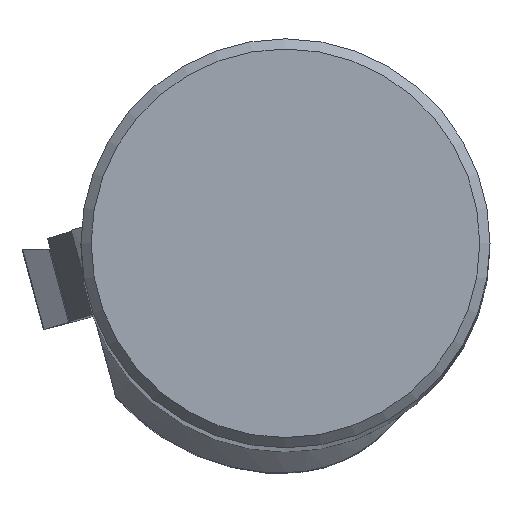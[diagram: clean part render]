
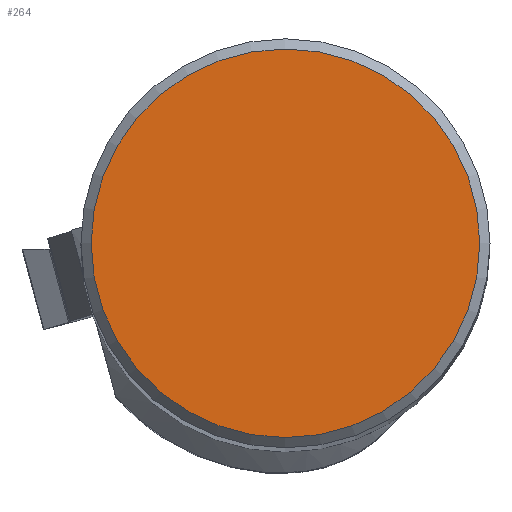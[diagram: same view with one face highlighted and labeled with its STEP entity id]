
A CAD part, top view. The second image highlights one B-rep face of the part: STEP entity #264.
In plain terms, the highlighted planar face has unit normal (0, 0, 1).
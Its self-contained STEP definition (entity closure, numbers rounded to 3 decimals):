
#168=PLANE('',#1627);
#264=ADVANCED_FACE('',(#356),#168,.T.);
#356=FACE_OUTER_BOUND('',#432,.T.);
#432=EDGE_LOOP('',(#812));
#476=CIRCLE('',#1626,9.491);
#812=ORIENTED_EDGE('',*,*,#1183,.T.);
#996=VERTEX_POINT('',#2674);
#1183=EDGE_CURVE('',#996,#996,#476,.T.);
#1626=AXIS2_PLACEMENT_3D('',#2673,#2001,#2002);
#1627=AXIS2_PLACEMENT_3D('',#2675,#2003,#2004);
#2001=DIRECTION('',(0.,0.,1.));
#2002=DIRECTION('',(1.,0.,0.));
#2003=DIRECTION('',(0.,0.,1.));
#2004=DIRECTION('',(1.,0.,0.));
#2673=CARTESIAN_POINT('',(0.,0.,0.));
#2674=CARTESIAN_POINT('',(9.491,0.,0.));
#2675=CARTESIAN_POINT('',(0.,0.,
0.));
